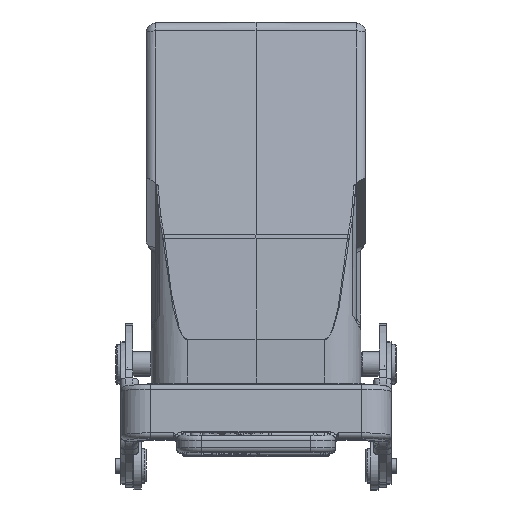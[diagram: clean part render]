
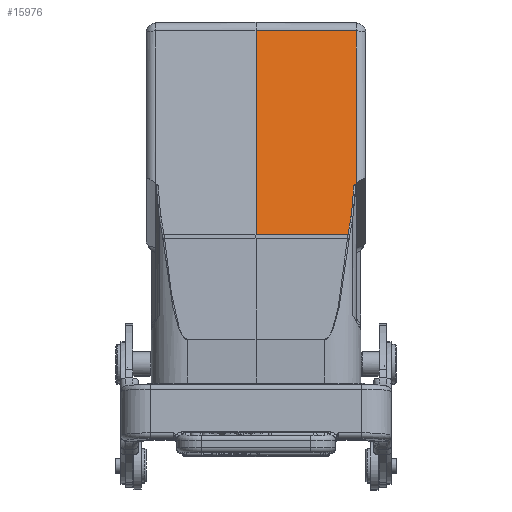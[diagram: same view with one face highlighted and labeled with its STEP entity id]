
A CAD part, top view. The second image highlights one B-rep face of the part: STEP entity #15976.
In plain terms, the highlighted planar face has unit normal (0.009, 0.174, 0.985).
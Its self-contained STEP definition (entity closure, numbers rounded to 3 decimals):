
#7251=ELLIPSE('',#36812,40.313,7.);
#8466=PLANE('',#36813);
#9851=CIRCLE('',#36810,62.334);
#11491=LINE('',#54080,#13867);
#11672=LINE('',#54567,#14048);
#11712=LINE('',#54839,#14088);
#11713=LINE('',#54878,#14089);
#11714=LINE('',#54880,#14090);
#13867=VECTOR('',#41910,1.);
#14048=VECTOR('',#42315,1.);
#14088=VECTOR('',#42465,1.);
#14089=VECTOR('',#42474,1.);
#14090=VECTOR('',#42475,1.);
#15976=ADVANCED_FACE('',(#17589),#8466,.T.);
#17589=FACE_OUTER_BOUND('',#19297,.T.);
#19297=EDGE_LOOP('',(#24358,#24359,#24360,#24361,#24362,#24363,#24364));
#24358=ORIENTED_EDGE('',*,*,#33100,.F.);
#24359=ORIENTED_EDGE('',*,*,#33097,.F.);
#24360=ORIENTED_EDGE('',*,*,#33018,.T.);
#24361=ORIENTED_EDGE('',*,*,#33102,.F.);
#24362=ORIENTED_EDGE('',*,*,#33103,.F.);
#24363=ORIENTED_EDGE('',*,*,#32798,.T.);
#24364=ORIENTED_EDGE('',*,*,#33101,.F.);
#29532=VERTEX_POINT('',#54060);
#29533=VERTEX_POINT('',#54081);
#29682=VERTEX_POINT('',#54566);
#29683=VERTEX_POINT('',#54568);
#29732=VERTEX_POINT('',#54840);
#29733=VERTEX_POINT('',#54862);
#29734=VERTEX_POINT('',#54879);
#32798=EDGE_CURVE('',#29533,#29532,#11491,.T.);
#33018=EDGE_CURVE('',#29683,#29682,#11672,.T.);
#33097=EDGE_CURVE('',#29683,#29732,#11712,.T.);
#33100=EDGE_CURVE('',#29732,#29733,#9851,.T.);
#33101=EDGE_CURVE('',#29733,#29532,#7251,.T.);
#33102=EDGE_CURVE('',#29734,#29682,#11713,.T.);
#33103=EDGE_CURVE('',#29533,#29734,#11714,.T.);
#36810=AXIS2_PLACEMENT_3D('',#54863,#42468,#42469);
#36812=AXIS2_PLACEMENT_3D('',#54865,#42472,#42473);
#36813=AXIS2_PLACEMENT_3D('',#54881,#42476,#42477);
#41910=DIRECTION('',(1.,-0.001,-0.009));
#42315=DIRECTION('',(0.,0.985,-0.174));
#42465=DIRECTION('',(-0.762,-0.637,0.119));
#42468=DIRECTION('',(-0.009,-0.174,-0.985));
#42469=DIRECTION('',(0.,-0.985,0.174));
#42472=DIRECTION('',(-0.009,-0.174,-0.985));
#42473=DIRECTION('',(0.002,-0.985,0.174));
#42474=DIRECTION('',(1.,-0.009,-0.007));
#42475=DIRECTION('',(0.,0.985,-0.174));
#42476=DIRECTION('',(0.009,0.174,0.985));
#42477=DIRECTION('',(0.,-0.985,0.174));
#54060=CARTESIAN_POINT('',(18.848,-22.176,57.924));
#54080=CARTESIAN_POINT('',(0.017,-22.155,58.087));
#54081=CARTESIAN_POINT('',(0.,-22.155,58.087));
#54566=CARTESIAN_POINT('',(20.517,19.584,50.546));
#54567=CARTESIAN_POINT('',(20.517,-11.704,56.062));
#54568=CARTESIAN_POINT('',(20.517,-11.704,56.062));
#54839=CARTESIAN_POINT('',(20.517,-11.704,56.062));
#54840=CARTESIAN_POINT('',(19.963,-12.168,56.149));
#54862=CARTESIAN_POINT('',(19.449,-18.497,57.27));
#54863=CARTESIAN_POINT('',(-42.346,-10.389,56.388));
#54865=CARTESIAN_POINT('',(14.004,6.729,52.87));
#54878=CARTESIAN_POINT('',(-0.012,19.763,50.696));
#54879=CARTESIAN_POINT('',(0.,19.763,50.696));
#54880=CARTESIAN_POINT('',(0.,-22.153,58.087));
#54881=CARTESIAN_POINT('',(0.,21.415,50.404));
